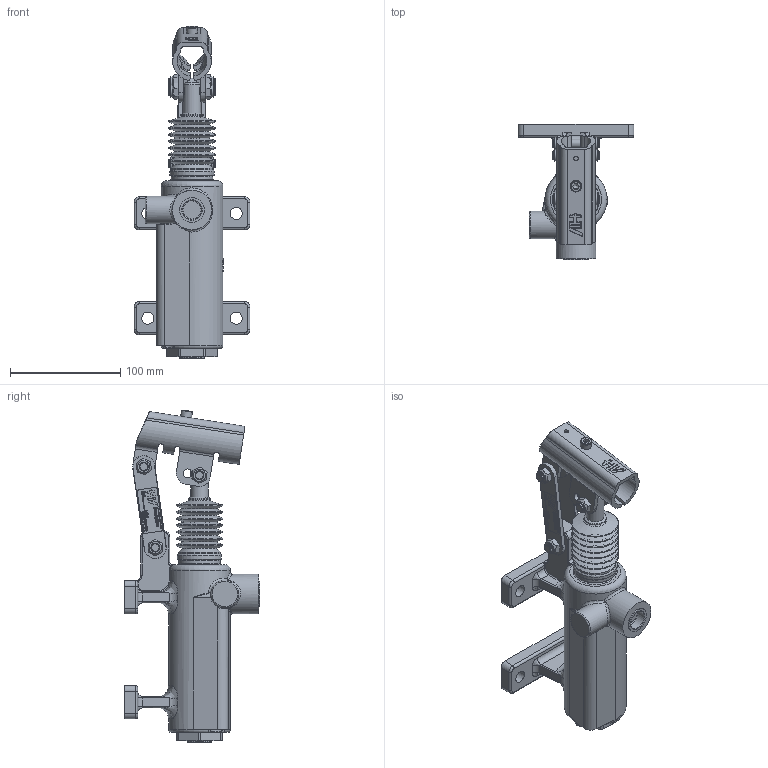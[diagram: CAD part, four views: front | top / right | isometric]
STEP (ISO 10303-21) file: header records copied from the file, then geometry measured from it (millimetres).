
FILE_DESCRIPTION((''),'2;1');
FILE_NAME('PMO 70 e-s (HV) STEP.stp','2014-08-05T16:32:03',('Christian'),(''),'Autodesk Inventor 2013','Autodesk Inventor 2013','');
FILE_SCHEMA(('AUTOMOTIVE_DESIGN { 1 0 10303 214 1 1 1 1 }'));
Length unit declared in the file: millimetre
Products named in the file (1): 6079.0033.10.50 Derivazione 2
Bounding box: 105 x 122.5 x 300.56 mm (x, y, z)
Volume: 1015157.6 mm3; surface area: 152947.3 mm2
Topology: 10 solids, 11 shells, 1209 faces, 3048 edges, 1927 vertices
Faces by surface type: plane 543, cylinder 246, bspline 213, torus 104, cone 102, sphere 1
Full cylindrical faces by diameter (mm): 4 x2, 6 x2, 8 x15, 10 x1, 11 x4, 11.05 x6, 16 x1, 17.5 x2, 18.631 x2, 19.5 x2, 20 x1, 22 x1, 22.5 x2, 25 x1, 30 x7, 36 x2, 38.004 x2, 38.376 x1, 40 x3, 50 x1, 56 x1
Entity records: 39254 total; most frequent: CARTESIAN_POINT 11268, ORIENTED_EDGE 5662, DIRECTION 4927, EDGE_CURVE 2831, VERTEX_POINT 1877, AXIS2_PLACEMENT_3D 1696, VECTOR 1535, LINE 1535
